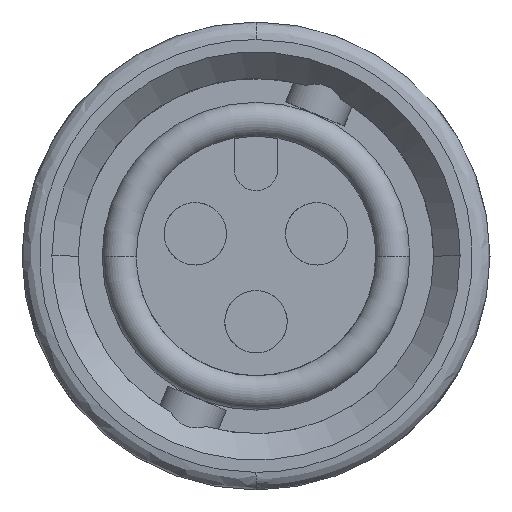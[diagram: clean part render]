
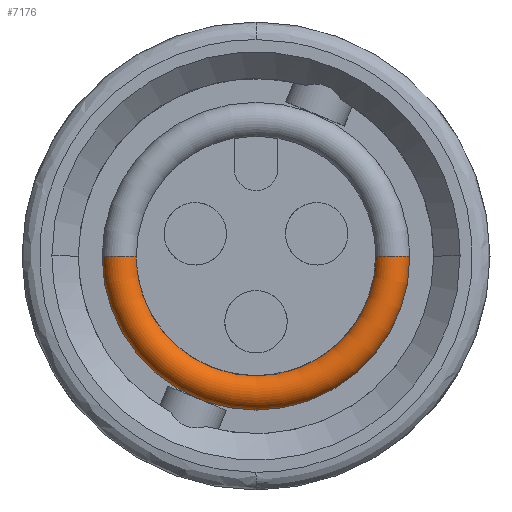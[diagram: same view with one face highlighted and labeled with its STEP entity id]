
A CAD part, top view. The second image highlights one B-rep face of the part: STEP entity #7176.
In plain terms, the highlighted toroidal (fillet/blend) face has major radius 3.936 mm and minor radius 0.508 mm.
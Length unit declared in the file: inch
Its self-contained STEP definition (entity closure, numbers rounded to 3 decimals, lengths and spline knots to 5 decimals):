
#1384 = VERTEX_POINT ( 'NONE', #5809 ) ;
#1711 = ORIENTED_EDGE ( 'NONE', *, *, #10862, .T. ) ;
#1787 = ORIENTED_EDGE ( 'NONE', *, *, #11002, .F. ) ;
#1866 = ORIENTED_EDGE ( 'NONE', *, *, #10818, .T. ) ;
#1916 = ORIENTED_EDGE ( 'NONE', *, *, #10921, .F. ) ;
#3259 = DIRECTION ( 'NONE',  ( -1., 0., 0. ) ) ;
#3260 = DIRECTION ( 'NONE',  ( 0., 0., 1. ) ) ;
#3264 = CARTESIAN_POINT ( 'NONE',  ( 0., 0., 0.60774 ) ) ;
#4348 = CARTESIAN_POINT ( 'NONE',  ( -0.17482, 0., 0.599 ) ) ;
#4362 = CARTESIAN_POINT ( 'NONE',  ( 0.17482, 0., 0.599 ) ) ;
#4383 = AXIS2_PLACEMENT_3D ( 'NONE', #9481, #9619, #9613 ) ;
#4461 = CARTESIAN_POINT ( 'NONE',  ( -0.136, 0., 0.60774 ) ) ;
#4648 = FACE_OUTER_BOUND ( 'NONE', #6696, .T. ) ;
#5532 = DIRECTION ( 'NONE',  ( -1., 0., 0. ) ) ;
#5533 = DIRECTION ( 'NONE',  ( 0., 0., 1. ) ) ;
#5537 = CARTESIAN_POINT ( 'NONE',  ( 0., 0., 0.599 ) ) ;
#5809 = CARTESIAN_POINT ( 'NONE',  ( 0.136, 0., 0.60774 ) ) ;
#6696 = EDGE_LOOP ( 'NONE', ( #1916, #1787, #1866, #1711 ) ) ;
#6940 = CIRCLE ( 'NONE', #10026, 0.136 ) ;
#6959 = CIRCLE ( 'NONE', #10219, 0.02 ) ;
#6967 = CIRCLE ( 'NONE', #9836, 0.17482 ) ;
#6983 = CIRCLE ( 'NONE', #9799, 0.02 ) ;
#7028 = TOROIDAL_SURFACE ( 'NONE', #4383, 0.15496, 0.02 ) ;
#7176 = ADVANCED_FACE ( 'NONE', ( #4648 ), #7028, .T. ) ;
#7528 = DIRECTION ( 'NONE',  ( 0., -1., 0. ) ) ;
#7717 = DIRECTION ( 'NONE',  ( 0., 0., -1. ) ) ;
#7862 = CARTESIAN_POINT ( 'NONE',  ( -0.15496, 0., 0.60136 ) ) ;
#9481 = CARTESIAN_POINT ( 'NONE',  ( 0., 0., 0.60136 ) ) ;
#9613 = DIRECTION ( 'NONE',  ( -1., 0., 0. ) ) ;
#9619 = DIRECTION ( 'NONE',  ( 0., 0., -1. ) ) ;
#9799 = AXIS2_PLACEMENT_3D ( 'NONE', #7862, #7528, #7717 ) ;
#9836 = AXIS2_PLACEMENT_3D ( 'NONE', #5537, #5533, #5532 ) ;
#10026 = AXIS2_PLACEMENT_3D ( 'NONE', #3264, #3260, #3259 ) ;
#10219 = AXIS2_PLACEMENT_3D ( 'NONE', #12204, #12203, #12202 ) ;
#10376 = VERTEX_POINT ( 'NONE', #4461 ) ;
#10495 = VERTEX_POINT ( 'NONE', #4362 ) ;
#10509 = VERTEX_POINT ( 'NONE', #4348 ) ;
#10818 = EDGE_CURVE ( 'NONE', #10376, #10509, #6983, .T. ) ;
#10862 = EDGE_CURVE ( 'NONE', #10509, #10495, #6967, .T. ) ;
#10921 = EDGE_CURVE ( 'NONE', #1384, #10495, #6959, .T. ) ;
#11002 = EDGE_CURVE ( 'NONE', #10376, #1384, #6940, .T. ) ;
#12202 = DIRECTION ( 'NONE',  ( -1., 0., 0. ) ) ;
#12203 = DIRECTION ( 'NONE',  ( 0., 1., 0. ) ) ;
#12204 = CARTESIAN_POINT ( 'NONE',  ( 0.15496, 0., 0.60136 ) ) ;
